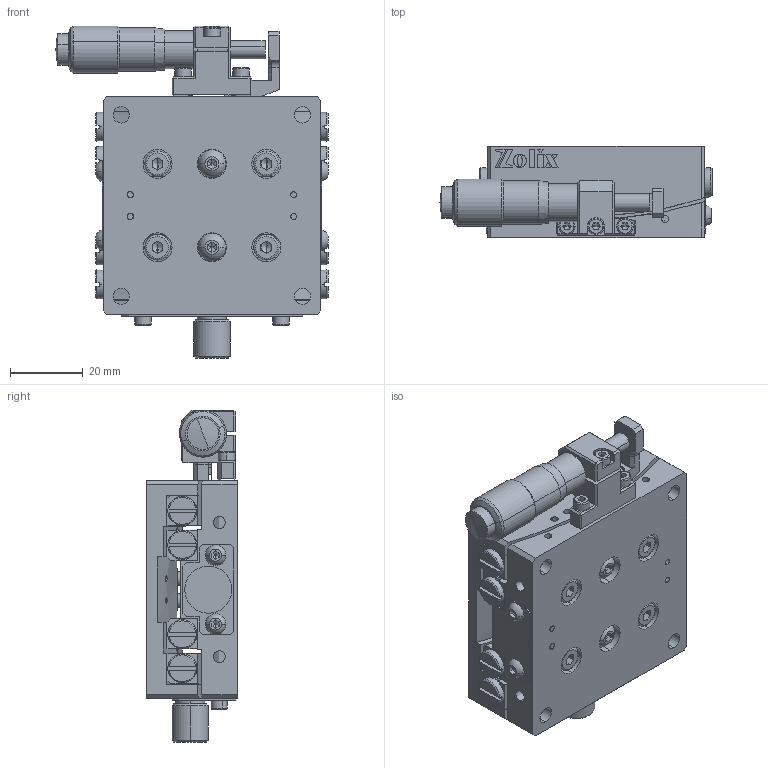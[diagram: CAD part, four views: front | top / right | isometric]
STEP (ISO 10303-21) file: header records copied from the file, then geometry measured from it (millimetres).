
FILE_DESCRIPTION (( 'STEP AP203' ), '1' );
FILE_NAME ('MGON75-60SR(AP203).STEP', '2019-11-10T03:59:58', ( '' ), ( '' ), 'SwSTEP 2.0', 'SolidWorks 2017', '' );
FILE_SCHEMA (( 'CONFIG_CONTROL_DESIGN' ));
Length unit declared in the file: millimetre
Products named in the file (1): MGON75-60SR(AP203)
Bounding box: 75 x 25 x 91.5 mm (x, y, z)
Surface area: 37984 mm2 (no closed solid volume)
Topology: 0 solids, 62 shells, 798 faces, 2650 edges, 1817 vertices
Faces by surface type: plane 479, cylinder 189, cone 74, torus 42, sphere 14
Entity records: 30647 total; most frequent: CARTESIAN_POINT 7557, DIRECTION 4887, ORIENTED_EDGE 4236, EDGE_CURVE 2616, VERTEX_POINT 1817, AXIS2_PLACEMENT_3D 1633, LINE 1621, VECTOR 1621
